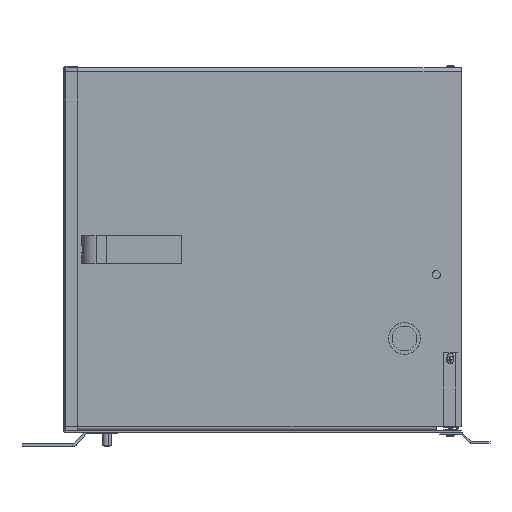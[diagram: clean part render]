
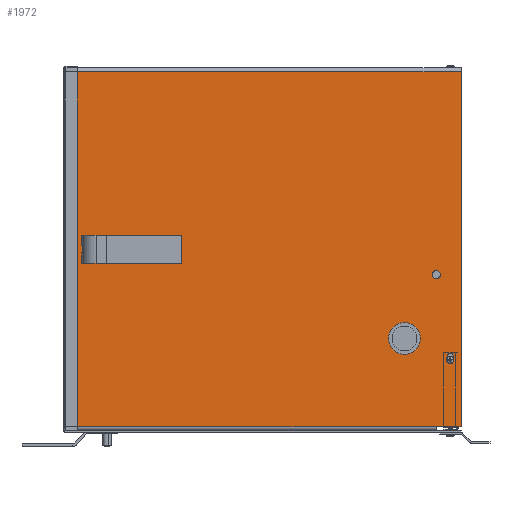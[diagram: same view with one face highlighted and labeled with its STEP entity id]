
A CAD part, left-side view. The second image highlights one B-rep face of the part: STEP entity #1972.
In plain terms, the highlighted planar face has unit normal (-1, 0, 0).
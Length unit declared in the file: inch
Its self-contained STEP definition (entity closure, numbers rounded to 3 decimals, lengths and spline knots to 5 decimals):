
#514 = EDGE_CURVE ( 'NONE', #4765, #4778, #6191, .T. ) ;
#516 = EDGE_CURVE ( 'NONE', #4662, #4661, #6192, .T. ) ;
#517 = EDGE_CURVE ( 'NONE', #4777, #4779, #6198, .T. ) ;
#518 = EDGE_CURVE ( 'NONE', #4666, #4777, #6196, .T. ) ;
#519 = EDGE_CURVE ( 'NONE', #4772, #4665, #6199, .T. ) ;
#520 = EDGE_CURVE ( 'NONE', #4779, #4772, #6200, .T. ) ;
#521 = EDGE_CURVE ( 'NONE', #4694, #4693, #6202, .T. ) ;
#522 = EDGE_CURVE ( 'NONE', #4765, #4769, #6203, .T. ) ;
#523 = EDGE_CURVE ( 'NONE', #4780, #4769, #6205, .T. ) ;
#524 = EDGE_CURVE ( 'NONE', #4781, #4780, #6208, .T. ) ;
#525 = EDGE_CURVE ( 'NONE', #4781, #4778, #6206, .T. ) ;
#1972 = ADVANCED_FACE ( 'NONE', ( #14677, #14679, #14676, #14678 ), #15907, .T. ) ;
#3444 = EDGE_CURVE ( 'NONE', #4661, #4662, #15001, .T. ) ;
#3448 = EDGE_CURVE ( 'NONE', #4665, #4666, #15000, .T. ) ;
#3476 = EDGE_CURVE ( 'NONE', #4693, #4694, #15043, .T. ) ;
#4661 = VERTEX_POINT ( 'NONE', #17412 ) ;
#4662 = VERTEX_POINT ( 'NONE', #17414 ) ;
#4665 = VERTEX_POINT ( 'NONE', #17420 ) ;
#4666 = VERTEX_POINT ( 'NONE', #17421 ) ;
#4693 = VERTEX_POINT ( 'NONE', #17464 ) ;
#4694 = VERTEX_POINT ( 'NONE', #17465 ) ;
#4765 = VERTEX_POINT ( 'NONE', #17565 ) ;
#4769 = VERTEX_POINT ( 'NONE', #17570 ) ;
#4772 = VERTEX_POINT ( 'NONE', #17574 ) ;
#4777 = VERTEX_POINT ( 'NONE', #17581 ) ;
#4778 = VERTEX_POINT ( 'NONE', #17582 ) ;
#4779 = VERTEX_POINT ( 'NONE', #17584 ) ;
#4780 = VERTEX_POINT ( 'NONE', #17586 ) ;
#4781 = VERTEX_POINT ( 'NONE', #17588 ) ;
#5681 = EDGE_LOOP ( 'NONE', ( #19192, #19189, #19186, #19183, #19177 ) ) ;
#5682 = EDGE_LOOP ( 'NONE', ( #19212, #19216 ) ) ;
#5683 = EDGE_LOOP ( 'NONE', ( #19176, #19173 ) ) ;
#5688 = EDGE_LOOP ( 'NONE', ( #19170, #19164, #19167, #19159, #19160 ) ) ;
#6191 = LINE ( 'NONE', #7802, #6195 ) ;
#6192 = CIRCLE ( 'NONE', #7285, 0.14063 ) ;
#6195 = VECTOR ( 'NONE', #7807, 39.37008 ) ;
#6196 = LINE ( 'NONE', #7814, #6201 ) ;
#6198 = CIRCLE ( 'NONE', #7286, 0.09375 ) ;
#6199 = CIRCLE ( 'NONE', #7287, 0.09375 ) ;
#6200 = LINE ( 'NONE', #7819, #6204 ) ;
#6201 = VECTOR ( 'NONE', #7810, 39.37008 ) ;
#6202 = CIRCLE ( 'NONE', #7288, 0.5625 ) ;
#6203 = LINE ( 'NONE', #7826, #6207 ) ;
#6204 = VECTOR ( 'NONE', #7818, 39.37008 ) ;
#6205 = LINE ( 'NONE', #7825, #6209 ) ;
#6206 = LINE ( 'NONE', #7824, #6213 ) ;
#6207 = VECTOR ( 'NONE', #7823, 39.37008 ) ;
#6208 = LINE ( 'NONE', #7832, #6211 ) ;
#6209 = VECTOR ( 'NONE', #7831, 39.37008 ) ;
#6211 = VECTOR ( 'NONE', #7834, 39.37008 ) ;
#6213 = VECTOR ( 'NONE', #7835, 39.37008 ) ;
#7285 = AXIS2_PLACEMENT_3D ( 'NONE', #7811, #7812, #7813 ) ;
#7286 = AXIS2_PLACEMENT_3D ( 'NONE', #7815, #7816, #7817 ) ;
#7287 = AXIS2_PLACEMENT_3D ( 'NONE', #7820, #7821, #7822 ) ;
#7288 = AXIS2_PLACEMENT_3D ( 'NONE', #7827, #7828, #7829 ) ;
#7802 = CARTESIAN_POINT ( 'NONE',  ( -6.875, 7., -0.0598 ) ) ;
#7807 = DIRECTION ( 'NONE',  ( 0., 0., 1. ) ) ;
#7810 = DIRECTION ( 'NONE',  ( 0., 0., -1. ) ) ;
#7811 = CARTESIAN_POINT ( 'NONE',  ( -6.875, -6.125, -7.3002 ) ) ;
#7812 = DIRECTION ( 'NONE',  ( -1., 0., 0. ) ) ;
#7813 = DIRECTION ( 'NONE',  ( 0., 0., 1. ) ) ;
#7814 = CARTESIAN_POINT ( 'NONE',  ( -6.875, -6.53125, -10.35495 ) ) ;
#7815 = CARTESIAN_POINT ( 'NONE',  ( -6.875, -6.625, -10.35495 ) ) ;
#7816 = DIRECTION ( 'NONE',  ( -1., 0., 0. ) ) ;
#7817 = DIRECTION ( 'NONE',  ( 0., 0., 1. ) ) ;
#7818 = DIRECTION ( 'NONE',  ( 0., 0., 1. ) ) ;
#7819 = CARTESIAN_POINT ( 'NONE',  ( -6.875, -6.71875, -10.35495 ) ) ;
#7820 = CARTESIAN_POINT ( 'NONE',  ( -6.875, -6.625, -10.16745 ) ) ;
#7821 = DIRECTION ( 'NONE',  ( -1., 0., 0. ) ) ;
#7822 = DIRECTION ( 'NONE',  ( 0., 0., 1. ) ) ;
#7823 = DIRECTION ( 'NONE',  ( 0., -1., 0. ) ) ;
#7824 = CARTESIAN_POINT ( 'NONE',  ( -6.875, 0., -0.1348 ) ) ;
#7825 = CARTESIAN_POINT ( 'NONE',  ( -6.875, -7., -12.6752 ) ) ;
#7826 = CARTESIAN_POINT ( 'NONE',  ( -6.875, 7., -12.6752 ) ) ;
#7827 = CARTESIAN_POINT ( 'NONE',  ( -6.875, -5., -9.5502 ) ) ;
#7828 = DIRECTION ( 'NONE',  ( -1., 0., 0. ) ) ;
#7829 = DIRECTION ( 'NONE',  ( 0., 0., 1. ) ) ;
#7831 = DIRECTION ( 'NONE',  ( 0., 1., 0. ) ) ;
#7832 = CARTESIAN_POINT ( 'NONE',  ( -6.875, -7., -12.81 ) ) ;
#7834 = DIRECTION ( 'NONE',  ( 0., 0., -1. ) ) ;
#7835 = DIRECTION ( 'NONE',  ( 0., 1., 0. ) ) ;
#14676 = FACE_BOUND ( 'NONE', #5683, .T. ) ;
#14677 = FACE_BOUND ( 'NONE', #5682, .T. ) ;
#14678 = FACE_OUTER_BOUND ( 'NONE', #5688, .T. ) ;
#14679 = FACE_BOUND ( 'NONE', #5681, .T. ) ;
#15000 = CIRCLE ( 'NONE', #15587, 0.09375 ) ;
#15001 = CIRCLE ( 'NONE', #15585, 0.14063 ) ;
#15043 = CIRCLE ( 'NONE', #15601, 0.5625 ) ;
#15448 = AXIS2_PLACEMENT_3D ( 'NONE', #15903, #15904, #15909 ) ;
#15585 = AXIS2_PLACEMENT_3D ( 'NONE', #16766, #16767, #16768 ) ;
#15587 = AXIS2_PLACEMENT_3D ( 'NONE', #16776, #16777, #16778 ) ;
#15601 = AXIS2_PLACEMENT_3D ( 'NONE', #16846, #16847, #16848 ) ;
#15903 = CARTESIAN_POINT ( 'NONE',  ( -6.875, 0., 0. ) ) ;
#15904 = DIRECTION ( 'NONE',  ( -1., 0., 0. ) ) ;
#15907 = PLANE ( 'NONE',  #15448 ) ;
#15909 = DIRECTION ( 'NONE',  ( 0., 0., 1. ) ) ;
#16766 = CARTESIAN_POINT ( 'NONE',  ( -6.875, -6.125, -7.3002 ) ) ;
#16767 = DIRECTION ( 'NONE',  ( -1., 0., 0. ) ) ;
#16768 = DIRECTION ( 'NONE',  ( 0., 0., 1. ) ) ;
#16776 = CARTESIAN_POINT ( 'NONE',  ( -6.875, -6.625, -10.16745 ) ) ;
#16777 = DIRECTION ( 'NONE',  ( -1., 0., 0. ) ) ;
#16778 = DIRECTION ( 'NONE',  ( 0., 0., 1. ) ) ;
#16846 = CARTESIAN_POINT ( 'NONE',  ( -6.875, -5., -9.5502 ) ) ;
#16847 = DIRECTION ( 'NONE',  ( -1., 0., 0. ) ) ;
#16848 = DIRECTION ( 'NONE',  ( 0., 0., 1. ) ) ;
#17412 = CARTESIAN_POINT ( 'NONE',  ( -6.875, -6.125, -7.44083 ) ) ;
#17414 = CARTESIAN_POINT ( 'NONE',  ( -6.875, -6.125, -7.15958 ) ) ;
#17420 = CARTESIAN_POINT ( 'NONE',  ( -6.875, -6.625, -10.0737 ) ) ;
#17421 = CARTESIAN_POINT ( 'NONE',  ( -6.875, -6.53125, -10.16745 ) ) ;
#17464 = CARTESIAN_POINT ( 'NONE',  ( -6.875, -5., -10.1127 ) ) ;
#17465 = CARTESIAN_POINT ( 'NONE',  ( -6.875, -5., -8.9877 ) ) ;
#17565 = CARTESIAN_POINT ( 'NONE',  ( -6.875, 7., -12.6752 ) ) ;
#17570 = CARTESIAN_POINT ( 'NONE',  ( -6.875, -6.125, -12.6752 ) ) ;
#17574 = CARTESIAN_POINT ( 'NONE',  ( -6.875, -6.71875, -10.16745 ) ) ;
#17581 = CARTESIAN_POINT ( 'NONE',  ( -6.875, -6.53125, -10.35495 ) ) ;
#17582 = CARTESIAN_POINT ( 'NONE',  ( -6.875, 7., -0.1348 ) ) ;
#17584 = CARTESIAN_POINT ( 'NONE',  ( -6.875, -6.71875, -10.35495 ) ) ;
#17586 = CARTESIAN_POINT ( 'NONE',  ( -6.875, -7., -12.6752 ) ) ;
#17588 = CARTESIAN_POINT ( 'NONE',  ( -6.875, -7., -0.1348 ) ) ;
#19159 = ORIENTED_EDGE ( 'NONE', *, *, #524, .F. ) ;
#19160 = ORIENTED_EDGE ( 'NONE', *, *, #525, .T. ) ;
#19164 = ORIENTED_EDGE ( 'NONE', *, *, #522, .T. ) ;
#19167 = ORIENTED_EDGE ( 'NONE', *, *, #523, .F. ) ;
#19170 = ORIENTED_EDGE ( 'NONE', *, *, #514, .F. ) ;
#19173 = ORIENTED_EDGE ( 'NONE', *, *, #3476, .F. ) ;
#19176 = ORIENTED_EDGE ( 'NONE', *, *, #521, .F. ) ;
#19177 = ORIENTED_EDGE ( 'NONE', *, *, #520, .F. ) ;
#19183 = ORIENTED_EDGE ( 'NONE', *, *, #519, .F. ) ;
#19186 = ORIENTED_EDGE ( 'NONE', *, *, #3448, .F. ) ;
#19189 = ORIENTED_EDGE ( 'NONE', *, *, #518, .F. ) ;
#19192 = ORIENTED_EDGE ( 'NONE', *, *, #517, .F. ) ;
#19212 = ORIENTED_EDGE ( 'NONE', *, *, #516, .F. ) ;
#19216 = ORIENTED_EDGE ( 'NONE', *, *, #3444, .F. ) ;
